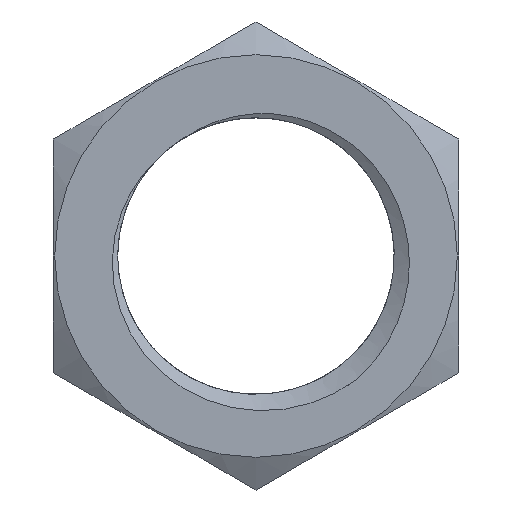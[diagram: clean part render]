
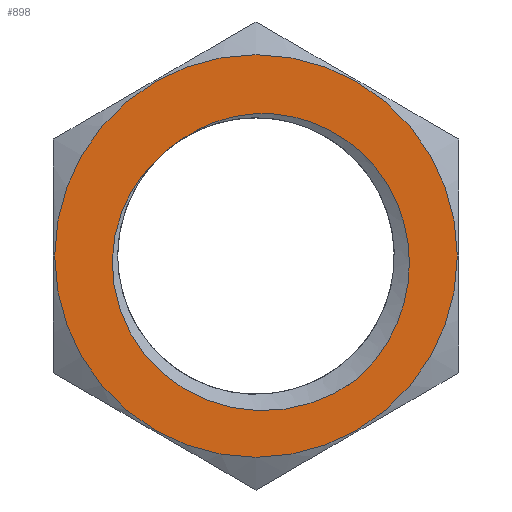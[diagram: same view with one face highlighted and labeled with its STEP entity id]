
A CAD part, front view. The second image highlights one B-rep face of the part: STEP entity #898.
In plain terms, the highlighted planar face has unit normal (0, -1, 0).
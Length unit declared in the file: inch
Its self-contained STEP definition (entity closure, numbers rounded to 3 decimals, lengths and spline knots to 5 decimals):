
#1=CARTESIAN_POINT('',(0.12524,0.,-0.15139));
#2=CARTESIAN_POINT('',(0.11742,0.,-0.15731));
#3=CARTESIAN_POINT('',(0.10114,0.,-0.1678));
#4=CARTESIAN_POINT('',(0.0746,0.,-0.17977));
#5=CARTESIAN_POINT('',(0.04698,0.,-0.18756));
#6=CARTESIAN_POINT('',(0.01827,0.,-0.19119));
#7=CARTESIAN_POINT('',(-0.01017,0.,-0.1905));
#8=CARTESIAN_POINT('',(-0.03819,0.,-0.18561));
#9=CARTESIAN_POINT('',(-0.06514,0.,-0.17655));
#10=CARTESIAN_POINT('',(-0.09002,0.,-0.16379));
#11=CARTESIAN_POINT('',(-0.11285,0.,-0.14735));
#12=CARTESIAN_POINT('',(-0.13274,0.,-0.12784));
#13=CARTESIAN_POINT('',(-0.14933,0.,-0.10578));
#14=CARTESIAN_POINT('',(-0.16245,0.,-0.08137));
#15=CARTESIAN_POINT('',(-0.17158,0.,-0.05568));
#16=CARTESIAN_POINT('',(-0.17675,0.,-0.02885));
#17=CARTESIAN_POINT('',(-0.17775,0.,-0.00167));
#18=CARTESIAN_POINT('',(-0.17468,0.,0.02497));
#19=CARTESIAN_POINT('',(-0.16756,0.,0.05096));
#20=CARTESIAN_POINT('',(-0.15671,0.,0.07521));
#21=CARTESIAN_POINT('',(-0.14229,0.,0.0975));
#22=CARTESIAN_POINT('',(-0.13065,0.,0.11059));
#23=CARTESIAN_POINT('',(-0.12429,0.,0.11672));
#25=CARTESIAN_POINT('',(-0.09136,0.,0.14396));
#26=CARTESIAN_POINT('',(-0.08415,0.,0.14906));
#27=CARTESIAN_POINT('',(-0.06912,0.,0.15803));
#28=CARTESIAN_POINT('',(-0.04468,0.,0.16797));
#29=CARTESIAN_POINT('',(-0.01862,0.,0.17414));
#30=CARTESIAN_POINT('',(0.00795,0.,0.17626));
#31=CARTESIAN_POINT('',(0.03493,0.,0.17431));
#32=CARTESIAN_POINT('',(0.06144,0.,0.1682));
#33=CARTESIAN_POINT('',(0.08665,0.,0.15821));
#34=CARTESIAN_POINT('',(0.11045,0.,0.14427));
#35=CARTESIAN_POINT('',(0.13177,0.,0.12697));
#36=CARTESIAN_POINT('',(0.15044,0.,0.10648));
#37=CARTESIAN_POINT('',(0.16594,0.,0.08315));
#38=CARTESIAN_POINT('',(0.1777,0.,0.0579));
#39=CARTESIAN_POINT('',(0.18566,0.,0.03079));
#40=CARTESIAN_POINT('',(0.18946,0.,0.00274));
#41=CARTESIAN_POINT('',(0.18905,0.,-0.02562));
#42=CARTESIAN_POINT('',(0.18433,0.,-0.05397));
#43=CARTESIAN_POINT('',(0.17547,0.,-0.08121));
#44=CARTESIAN_POINT('',(0.16257,0.,-0.10704));
#45=CARTESIAN_POINT('',(0.14578,0.,-0.1309));
#46=CARTESIAN_POINT('',(0.13247,0.,-0.14485));
#47=CARTESIAN_POINT('',(0.12524,0.,-0.15139));
#49=CARTESIAN_POINT('',(0.,0.,0.));
#50=DIRECTION('',(0.,-1.,0.));
#51=DIRECTION('',(-0.536,0.,0.844));
#52=AXIS2_PLACEMENT_3D('',#49,#50,#51);
#54=CARTESIAN_POINT('',(0.,0.,0.));
#55=DIRECTION('',(0.,-1.,0.));
#56=DIRECTION('',(-1.,0.,0.));
#57=AXIS2_PLACEMENT_3D('',#54,#55,#56);
#59=CARTESIAN_POINT('',(0.,0.,0.));
#60=DIRECTION('',(0.,-1.,0.));
#61=DIRECTION('',(1.,0.,0.));
#62=AXIS2_PLACEMENT_3D('',#59,#60,#61);
#823=VERTEX_POINT('',#1);
#824=VERTEX_POINT('',#23);
#831=CARTESIAN_POINT('',(-0.09136,0.,0.14396));
#832=VERTEX_POINT('',#831);
#851=CARTESIAN_POINT('',(-0.24815,0.,0.));
#852=CARTESIAN_POINT('',(0.24815,0.,0.));
#853=VERTEX_POINT('',#851);
#854=VERTEX_POINT('',#852);
#879=CARTESIAN_POINT('',(0.,0.,0.));
#880=DIRECTION('',(0.,1.,0.));
#881=DIRECTION('',(-1.,0.,0.));
#882=AXIS2_PLACEMENT_3D('',#879,#880,#881);
#883=PLANE('',#882);
#885=ORIENTED_EDGE('',*,*,#884,.F.);
#887=ORIENTED_EDGE('',*,*,#886,.F.);
#888=EDGE_LOOP('',(#885,#887));
#889=FACE_OUTER_BOUND('',#888,.F.);
#891=ORIENTED_EDGE('',*,*,#890,.F.);
#893=ORIENTED_EDGE('',*,*,#892,.F.);
#895=ORIENTED_EDGE('',*,*,#894,.T.);
#896=EDGE_LOOP('',(#891,#893,#895));
#897=FACE_BOUND('',#896,.F.);
#898=ADVANCED_FACE('',(#889,#897),#883,.F.);
#24=B_SPLINE_CURVE_WITH_KNOTS('',3,(#1,#2,#3,#4,#5,#6,#7,#8,#9,#10,#11,#12,#13,
#14,#15,#16,#17,#18,#19,#20,#21,#22,#23),.UNSPECIFIED.,.F.,.F.,(4,1,1,1,1,1,1,1,
1,1,1,1,1,1,1,1,1,1,1,1,4),(0.,0.05,0.1,0.15,0.2,0.25,0.3,0.35,
0.4,0.45,0.5,0.55,0.6,0.65,0.7,0.75,0.8,0.85,0.9,0.95,
1.),.UNSPECIFIED.);
#48=B_SPLINE_CURVE_WITH_KNOTS('',3,(#25,#26,#27,#28,#29,#30,#31,#32,#33,#34,#35,
#36,#37,#38,#39,#40,#41,#42,#43,#44,#45,#46,#47),.UNSPECIFIED.,.F.,.F.,(4,1,1,1,
1,1,1,1,1,1,1,1,1,1,1,1,1,1,1,1,4),(0.,0.05,0.1,0.15,0.2,0.25,0.3,
0.35,0.4,0.45,0.5,0.55,0.6,0.65,0.7,0.75,0.8,0.85,0.9,
0.95,1.),.UNSPECIFIED.);
#53=CIRCLE('',#52,0.1705);
#58=CIRCLE('',#57,0.24815);
#63=CIRCLE('',#62,0.24815);
#884=EDGE_CURVE('',#853,#854,#58,.T.);
#886=EDGE_CURVE('',#854,#853,#63,.T.);
#890=EDGE_CURVE('',#823,#824,#24,.T.);
#892=EDGE_CURVE('',#832,#823,#48,.T.);
#894=EDGE_CURVE('',#832,#824,#53,.T.);
